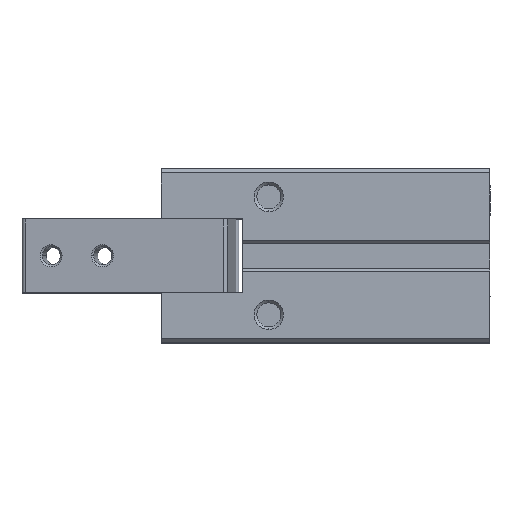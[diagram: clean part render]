
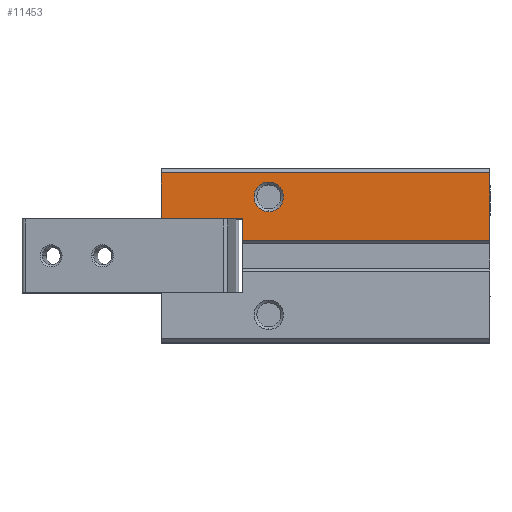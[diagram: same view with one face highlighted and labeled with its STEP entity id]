
A CAD part, top view. The second image highlights one B-rep face of the part: STEP entity #11453.
In plain terms, the highlighted face is planar.
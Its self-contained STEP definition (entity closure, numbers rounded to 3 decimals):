
#17 = EDGE_CURVE ( 'NONE', #10149, #11255, #6768, .T. ) ;
#185 = EDGE_CURVE ( 'NONE', #12461, #6309, #794, .T. ) ;
#415 = EDGE_CURVE ( 'NONE', #10149, #2668, #10477, .T. ) ;
#607 = CARTESIAN_POINT ( 'NONE',  ( -15.3, -2.103, -44.6 ) ) ;
#794 = LINE ( 'NONE', #3901, #1327 ) ;
#1177 = VERTEX_POINT ( 'NONE', #5237 ) ;
#1290 = DIRECTION ( 'NONE',  ( 0., -1., 0. ) ) ;
#1327 = VECTOR ( 'NONE', #10552, 1000. ) ;
#2176 = CIRCLE ( 'NONE', #4297, 2. ) ;
#2348 = CARTESIAN_POINT ( 'NONE',  ( -15.3, -2.103, 0. ) ) ;
#2668 = VERTEX_POINT ( 'NONE', #9534 ) ;
#2705 = FACE_OUTER_BOUND ( 'NONE', #14248, .T. ) ;
#3031 = VECTOR ( 'NONE', #13828, 1000. ) ;
#3528 = EDGE_CURVE ( 'NONE', #8259, #2668, #13596, .T. ) ;
#3563 = DIRECTION ( 'NONE',  ( 0., 0., -1. ) ) ;
#3799 = DIRECTION ( 'NONE',  ( 0., -0.707, 0.707 ) ) ;
#3901 = CARTESIAN_POINT ( 'NONE',  ( -15.3, -11.248, -44.6 ) ) ;
#3995 = DIRECTION ( 'NONE',  ( -1., 0., 0. ) ) ;
#4088 = PLANE ( 'NONE',  #9279 ) ;
#4297 = AXIS2_PLACEMENT_3D ( 'NONE', #7881, #12449, #6734 ) ;
#4343 = CIRCLE ( 'NONE', #8043, 2. ) ;
#4416 = VERTEX_POINT ( 'NONE', #4692 ) ;
#4529 = VECTOR ( 'NONE', #13615, 1000. ) ;
#4662 = CARTESIAN_POINT ( 'NONE',  ( -15.3, -5.2, 0. ) ) ;
#4692 = CARTESIAN_POINT ( 'NONE',  ( -15.3, -10., -14.6 ) ) ;
#5237 = CARTESIAN_POINT ( 'NONE',  ( -15.3, -5.2, 0. ) ) ;
#5940 = CARTESIAN_POINT ( 'NONE',  ( -15.3, -5., -11.1 ) ) ;
#6309 = VERTEX_POINT ( 'NONE', #10251 ) ;
#6391 = EDGE_CURVE ( 'NONE', #8259, #1177, #11242, .T. ) ;
#6402 = VECTOR ( 'NONE', #1290, 1000. ) ;
#6673 = CARTESIAN_POINT ( 'NONE',  ( -15.3, -2.103, -11.1 ) ) ;
#6734 = DIRECTION ( 'NONE',  ( 0., -1., 0. ) ) ;
#6768 = LINE ( 'NONE', #11522, #10307 ) ;
#6810 = ORIENTED_EDGE ( 'NONE', *, *, #7294, .T. ) ;
#6852 = EDGE_CURVE ( 'NONE', #6309, #1177, #12451, .T. ) ;
#6916 = EDGE_CURVE ( 'NONE', #11255, #12461, #12102, .T. ) ;
#7189 = CARTESIAN_POINT ( 'NONE',  ( -15.3, -2.103, -44.6 ) ) ;
#7294 = EDGE_CURVE ( 'NONE', #4416, #12986, #4343, .T. ) ;
#7303 = ORIENTED_EDGE ( 'NONE', *, *, #6852, .T. ) ;
#7560 = CARTESIAN_POINT ( 'NONE',  ( -15.3, -6., -14.6 ) ) ;
#7620 = CARTESIAN_POINT ( 'NONE',  ( -15.3, -8., -14.6 ) ) ;
#7881 = CARTESIAN_POINT ( 'NONE',  ( -15.3, -8., -14.6 ) ) ;
#7988 = FACE_BOUND ( 'NONE', #8771, .T. ) ;
#8043 = AXIS2_PLACEMENT_3D ( 'NONE', #7620, #11954, #11009 ) ;
#8259 = VERTEX_POINT ( 'NONE', #11726 ) ;
#8513 = ORIENTED_EDGE ( 'NONE', *, *, #415, .F. ) ;
#8594 = VECTOR ( 'NONE', #3799, 1000. ) ;
#8746 = VECTOR ( 'NONE', #11403, 1000. ) ;
#8771 = EDGE_LOOP ( 'NONE', ( #6810, #9221 ) ) ;
#8892 = ORIENTED_EDGE ( 'NONE', *, *, #3528, .T. ) ;
#9221 = ORIENTED_EDGE ( 'NONE', *, *, #11879, .T. ) ;
#9279 = AXIS2_PLACEMENT_3D ( 'NONE', #607, #3995, #11864 ) ;
#9534 = CARTESIAN_POINT ( 'NONE',  ( -15.3, -5., -11.1 ) ) ;
#10149 = VERTEX_POINT ( 'NONE', #6673 ) ;
#10251 = CARTESIAN_POINT ( 'NONE',  ( -15.3, -11.248, 0. ) ) ;
#10307 = VECTOR ( 'NONE', #3563, 1000. ) ;
#10477 = LINE ( 'NONE', #5940, #6402 ) ;
#10552 = DIRECTION ( 'NONE',  ( 0., 0., 1. ) ) ;
#10744 = ORIENTED_EDGE ( 'NONE', *, *, #185, .T. ) ;
#11009 = DIRECTION ( 'NONE',  ( 0., -1., 0. ) ) ;
#11242 = LINE ( 'NONE', #4662, #8594 ) ;
#11255 = VERTEX_POINT ( 'NONE', #7189 ) ;
#11403 = DIRECTION ( 'NONE',  ( 0., -1., 0. ) ) ;
#11453 = ADVANCED_FACE ( 'NONE', ( #7988, #2705 ), #4088, .T. ) ;
#11522 = CARTESIAN_POINT ( 'NONE',  ( -15.3, -2.103, -44.6 ) ) ;
#11726 = CARTESIAN_POINT ( 'NONE',  ( -15.3, -5., -0.2 ) ) ;
#11864 = DIRECTION ( 'NONE',  ( 0., 0., 1. ) ) ;
#11879 = EDGE_CURVE ( 'NONE', #12986, #4416, #2176, .T. ) ;
#11954 = DIRECTION ( 'NONE',  ( 1., 0., 0. ) ) ;
#12102 = LINE ( 'NONE', #14552, #8746 ) ;
#12270 = CARTESIAN_POINT ( 'NONE',  ( -15.3, -5., -44.6 ) ) ;
#12449 = DIRECTION ( 'NONE',  ( 1., 0., 0. ) ) ;
#12451 = LINE ( 'NONE', #2348, #4529 ) ;
#12461 = VERTEX_POINT ( 'NONE', #12931 ) ;
#12549 = ORIENTED_EDGE ( 'NONE', *, *, #6391, .F. ) ;
#12931 = CARTESIAN_POINT ( 'NONE',  ( -15.3, -11.248, -44.6 ) ) ;
#12986 = VERTEX_POINT ( 'NONE', #7560 ) ;
#13596 = LINE ( 'NONE', #12270, #3031 ) ;
#13615 = DIRECTION ( 'NONE',  ( 0., 1., 0. ) ) ;
#13828 = DIRECTION ( 'NONE',  ( 0., 0., -1. ) ) ;
#13949 = ORIENTED_EDGE ( 'NONE', *, *, #6916, .T. ) ;
#14185 = ORIENTED_EDGE ( 'NONE', *, *, #17, .T. ) ;
#14248 = EDGE_LOOP ( 'NONE', ( #8513, #14185, #13949, #10744, #7303, #12549, #8892 ) ) ;
#14552 = CARTESIAN_POINT ( 'NONE',  ( -15.3, 1.9, -44.6 ) ) ;
